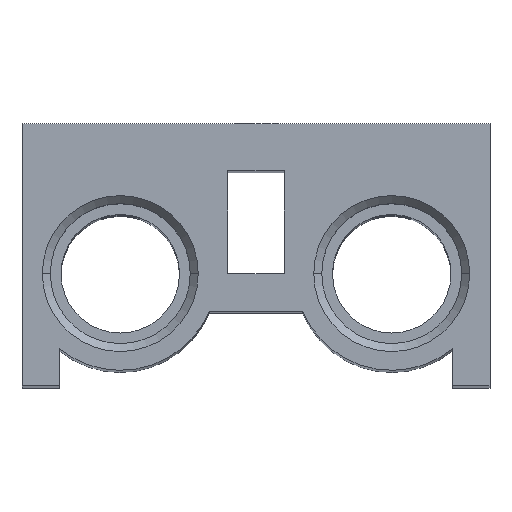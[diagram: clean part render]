
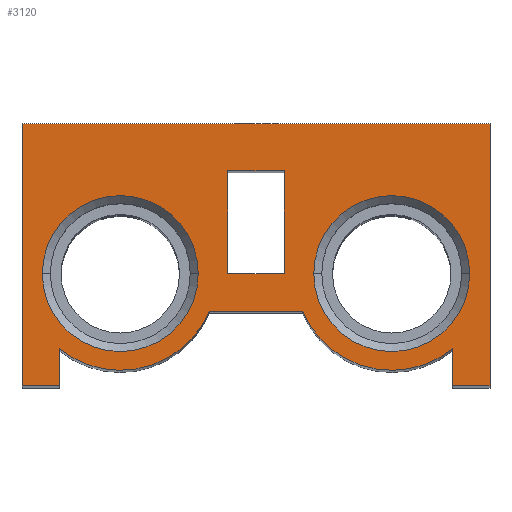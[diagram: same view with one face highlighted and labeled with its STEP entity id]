
A CAD part, top view. The second image highlights one B-rep face of the part: STEP entity #3120.
In plain terms, the highlighted planar face has unit normal (0, 0, 1).
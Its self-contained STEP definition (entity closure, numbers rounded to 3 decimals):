
#21 = DIRECTION ( 'NONE',  ( 1., 0., 0. ) ) ;
#23 = LINE ( 'NONE', #3744, #3691 ) ;
#32 = ORIENTED_EDGE ( 'NONE', *, *, #1917, .T. ) ;
#34 = EDGE_CURVE ( 'NONE', #3769, #3185, #426, .T. ) ;
#44 = CARTESIAN_POINT ( 'NONE',  ( -21., 0., 138. ) ) ;
#45 = EDGE_CURVE ( 'NONE', #213, #3132, #1112, .T. ) ;
#90 = VERTEX_POINT ( 'NONE', #1757 ) ;
#92 = ORIENTED_EDGE ( 'NONE', *, *, #3925, .F. ) ;
#113 = DIRECTION ( 'NONE',  ( -1., 0., 0. ) ) ;
#115 = FACE_OUTER_BOUND ( 'NONE', #954, .T. ) ;
#151 = VERTEX_POINT ( 'NONE', #2762 ) ;
#152 = ORIENTED_EDGE ( 'NONE', *, *, #2550, .F. ) ;
#156 = CIRCLE ( 'NONE', #2095, 8.331 ) ;
#164 = AXIS2_PLACEMENT_3D ( 'NONE', #1783, #2641, #1093 ) ;
#201 = EDGE_CURVE ( 'NONE', #1169, #2083, #264, .T. ) ;
#210 = VECTOR ( 'NONE', #1246, 1000. ) ;
#213 = VERTEX_POINT ( 'NONE', #3646 ) ;
#214 = EDGE_CURVE ( 'NONE', #2773, #151, #1202, .T. ) ;
#264 = LINE ( 'NONE', #1505, #3252 ) ;
#326 = DIRECTION ( 'NONE',  ( 1., 0., 0. ) ) ;
#335 = DIRECTION ( 'NONE',  ( 0., -1., 0. ) ) ;
#340 = EDGE_CURVE ( 'NONE', #2083, #588, #3822, .T. ) ;
#359 = CARTESIAN_POINT ( 'NONE',  ( 25., 0., 138. ) ) ;
#415 = EDGE_CURVE ( 'NONE', #1247, #1144, #3816, .T. ) ;
#425 = LINE ( 'NONE', #1309, #3882 ) ;
#426 = CIRCLE ( 'NONE', #164, 8.331 ) ;
#436 = CARTESIAN_POINT ( 'NONE',  ( -3., 23., 138. ) ) ;
#499 = CARTESIAN_POINT ( 'NONE',  ( -3., 12., 138. ) ) ;
#562 = LINE ( 'NONE', #1785, #1700 ) ;
#586 = CARTESIAN_POINT ( 'NONE',  ( -25., 28., 138. ) ) ;
#588 = VERTEX_POINT ( 'NONE', #2058 ) ;
#592 = DIRECTION ( 'NONE',  ( -1., 0., 0. ) ) ;
#648 = CARTESIAN_POINT ( 'NONE',  ( 21., 0., 138. ) ) ;
#697 = ORIENTED_EDGE ( 'NONE', *, *, #201, .T. ) ;
#699 = ORIENTED_EDGE ( 'NONE', *, *, #45, .F. ) ;
#747 = CARTESIAN_POINT ( 'NONE',  ( 14.5, 12., 138. ) ) ;
#788 = DIRECTION ( 'NONE',  ( -1., 0., 0. ) ) ;
#846 = CARTESIAN_POINT ( 'NONE',  ( 21., 3.97, 138. ) ) ;
#855 = ORIENTED_EDGE ( 'NONE', *, *, #2122, .T. ) ;
#873 = AXIS2_PLACEMENT_3D ( 'NONE', #1028, #1973, #3432 ) ;
#897 = ORIENTED_EDGE ( 'NONE', *, *, #3759, .T. ) ;
#948 = VECTOR ( 'NONE', #3263, 1000. ) ;
#954 = EDGE_LOOP ( 'NONE', ( #1963, #3811, #32, #3753, #697, #2638, #1771, #1606, #3155, #3339 ) ) ;
#973 = CARTESIAN_POINT ( 'NONE',  ( -14.5, 12., 138. ) ) ;
#974 = CARTESIAN_POINT ( 'NONE',  ( 3., 12., 138. ) ) ;
#992 = FACE_BOUND ( 'NONE', #3671, .T. ) ;
#1028 = CARTESIAN_POINT ( 'NONE',  ( -14.5, 12., 138. ) ) ;
#1088 = CARTESIAN_POINT ( 'NONE',  ( -14.5, 12., 138. ) ) ;
#1093 = DIRECTION ( 'NONE',  ( -1., 0., 0. ) ) ;
#1097 = ORIENTED_EDGE ( 'NONE', *, *, #34, .T. ) ;
#1112 = LINE ( 'NONE', #499, #948 ) ;
#1138 = AXIS2_PLACEMENT_3D ( 'NONE', #747, #2297, #21 ) ;
#1144 = VERTEX_POINT ( 'NONE', #3823 ) ;
#1169 = VERTEX_POINT ( 'NONE', #2692 ) ;
#1202 = CIRCLE ( 'NONE', #2168, 8.331 ) ;
#1229 = DIRECTION ( 'NONE',  ( 1., 0., 0. ) ) ;
#1246 = DIRECTION ( 'NONE',  ( 0., 1., 0. ) ) ;
#1247 = VERTEX_POINT ( 'NONE', #3907 ) ;
#1276 = DIRECTION ( 'NONE',  ( 0., 1., 0. ) ) ;
#1308 = VECTOR ( 'NONE', #2815, 1000. ) ;
#1309 = CARTESIAN_POINT ( 'NONE',  ( -25., 0., 138. ) ) ;
#1381 = VECTOR ( 'NONE', #3241, 1000. ) ;
#1415 = EDGE_CURVE ( 'NONE', #3314, #90, #2459, .T. ) ;
#1440 = AXIS2_PLACEMENT_3D ( 'NONE', #973, #2514, #1229 ) ;
#1486 = EDGE_CURVE ( 'NONE', #1144, #2351, #3698, .T. ) ;
#1505 = CARTESIAN_POINT ( 'NONE',  ( -4.975, 8., 138. ) ) ;
#1535 = CARTESIAN_POINT ( 'NONE',  ( 25., 28., 138. ) ) ;
#1606 = ORIENTED_EDGE ( 'NONE', *, *, #415, .T. ) ;
#1622 = VERTEX_POINT ( 'NONE', #436 ) ;
#1629 = AXIS2_PLACEMENT_3D ( 'NONE', #2011, #2616, #113 ) ;
#1650 = CARTESIAN_POINT ( 'NONE',  ( 4.975, 8., 138. ) ) ;
#1669 = DIRECTION ( 'NONE',  ( 0., 0., -1. ) ) ;
#1688 = CARTESIAN_POINT ( 'NONE',  ( -6.169, 12., 138. ) ) ;
#1700 = VECTOR ( 'NONE', #2064, 1000. ) ;
#1757 = CARTESIAN_POINT ( 'NONE',  ( -25., 0., 138. ) ) ;
#1771 = ORIENTED_EDGE ( 'NONE', *, *, #2194, .T. ) ;
#1783 = CARTESIAN_POINT ( 'NONE',  ( -14.5, 12., 138. ) ) ;
#1785 = CARTESIAN_POINT ( 'NONE',  ( 3., 23., 138. ) ) ;
#1786 = EDGE_LOOP ( 'NONE', ( #897, #1097 ) ) ;
#1821 = LINE ( 'NONE', #44, #3045 ) ;
#1893 = DIRECTION ( 'NONE',  ( 1., 0., 0. ) ) ;
#1917 = EDGE_CURVE ( 'NONE', #2613, #3184, #1821, .T. ) ;
#1953 = VECTOR ( 'NONE', #2350, 1000. ) ;
#1963 = ORIENTED_EDGE ( 'NONE', *, *, #1415, .T. ) ;
#1973 = DIRECTION ( 'NONE',  ( 0., 0., 1. ) ) ;
#2001 = EDGE_CURVE ( 'NONE', #2351, #3314, #3355, .T. ) ;
#2011 = CARTESIAN_POINT ( 'NONE',  ( 14.5, 12., 138. ) ) ;
#2013 = CARTESIAN_POINT ( 'NONE',  ( -21., 3.97, 138. ) ) ;
#2017 = EDGE_CURVE ( 'NONE', #3184, #1169, #2216, .T. ) ;
#2022 = CARTESIAN_POINT ( 'NONE',  ( -3., 23., 138. ) ) ;
#2058 = CARTESIAN_POINT ( 'NONE',  ( 21., 3.97, 138. ) ) ;
#2064 = DIRECTION ( 'NONE',  ( -1., 0., 0. ) ) ;
#2083 = VERTEX_POINT ( 'NONE', #1650 ) ;
#2095 = AXIS2_PLACEMENT_3D ( 'NONE', #1088, #1669, #788 ) ;
#2122 = EDGE_CURVE ( 'NONE', #151, #2773, #2341, .T. ) ;
#2127 = CARTESIAN_POINT ( 'NONE',  ( 14.5, 12., 138. ) ) ;
#2168 = AXIS2_PLACEMENT_3D ( 'NONE', #2127, #3342, #592 ) ;
#2193 = CARTESIAN_POINT ( 'NONE',  ( 6.169, 12., 138. ) ) ;
#2194 = EDGE_CURVE ( 'NONE', #588, #1247, #3952, .T. ) ;
#2216 = CIRCLE ( 'NONE', #1440, 10.331 ) ;
#2243 = EDGE_CURVE ( 'NONE', #2477, #1622, #562, .T. ) ;
#2257 = CARTESIAN_POINT ( 'NONE',  ( -25., 28., 138. ) ) ;
#2297 = DIRECTION ( 'NONE',  ( 0., 0., 1. ) ) ;
#2332 = VECTOR ( 'NONE', #335, 1000. ) ;
#2341 = CIRCLE ( 'NONE', #1629, 8.331 ) ;
#2350 = DIRECTION ( 'NONE',  ( 0., -1., 0. ) ) ;
#2351 = VERTEX_POINT ( 'NONE', #1535 ) ;
#2438 = CARTESIAN_POINT ( 'NONE',  ( -21., 0., 138. ) ) ;
#2459 = LINE ( 'NONE', #586, #2332 ) ;
#2477 = VERTEX_POINT ( 'NONE', #3534 ) ;
#2499 = FACE_BOUND ( 'NONE', #1786, .T. ) ;
#2513 = EDGE_LOOP ( 'NONE', ( #152, #3462, #92, #699 ) ) ;
#2514 = DIRECTION ( 'NONE',  ( 0., 0., 1. ) ) ;
#2550 = EDGE_CURVE ( 'NONE', #1622, #213, #3262, .T. ) ;
#2613 = VERTEX_POINT ( 'NONE', #2438 ) ;
#2616 = DIRECTION ( 'NONE',  ( 0., 0., -1. ) ) ;
#2638 = ORIENTED_EDGE ( 'NONE', *, *, #340, .T. ) ;
#2641 = DIRECTION ( 'NONE',  ( 0., 0., -1. ) ) ;
#2692 = CARTESIAN_POINT ( 'NONE',  ( -4.975, 8., 138. ) ) ;
#2762 = CARTESIAN_POINT ( 'NONE',  ( 22.831, 12., 138. ) ) ;
#2773 = VERTEX_POINT ( 'NONE', #2193 ) ;
#2815 = DIRECTION ( 'NONE',  ( -1., 0., 0. ) ) ;
#2872 = FACE_BOUND ( 'NONE', #2513, .T. ) ;
#3045 = VECTOR ( 'NONE', #1276, 1000. ) ;
#3073 = EDGE_CURVE ( 'NONE', #90, #2613, #425, .T. ) ;
#3120 = ADVANCED_FACE ( 'NONE', ( #2499, #2872, #992, #115 ), #3719, .T. ) ;
#3132 = VERTEX_POINT ( 'NONE', #974 ) ;
#3155 = ORIENTED_EDGE ( 'NONE', *, *, #1486, .T. ) ;
#3184 = VERTEX_POINT ( 'NONE', #2013 ) ;
#3185 = VERTEX_POINT ( 'NONE', #1688 ) ;
#3241 = DIRECTION ( 'NONE',  ( 0., -1., 0. ) ) ;
#3252 = VECTOR ( 'NONE', #3949, 1000. ) ;
#3262 = LINE ( 'NONE', #2022, #1381 ) ;
#3263 = DIRECTION ( 'NONE',  ( 1., 0., 0. ) ) ;
#3314 = VERTEX_POINT ( 'NONE', #2257 ) ;
#3318 = ORIENTED_EDGE ( 'NONE', *, *, #214, .T. ) ;
#3339 = ORIENTED_EDGE ( 'NONE', *, *, #2001, .T. ) ;
#3342 = DIRECTION ( 'NONE',  ( 0., 0., -1. ) ) ;
#3355 = LINE ( 'NONE', #3431, #1308 ) ;
#3382 = VECTOR ( 'NONE', #326, 1000. ) ;
#3431 = CARTESIAN_POINT ( 'NONE',  ( 25., 28., 138. ) ) ;
#3432 = DIRECTION ( 'NONE',  ( 1., 0., 0. ) ) ;
#3462 = ORIENTED_EDGE ( 'NONE', *, *, #2243, .F. ) ;
#3534 = CARTESIAN_POINT ( 'NONE',  ( 3., 23., 138. ) ) ;
#3646 = CARTESIAN_POINT ( 'NONE',  ( -3., 12., 138. ) ) ;
#3671 = EDGE_LOOP ( 'NONE', ( #855, #3318 ) ) ;
#3691 = VECTOR ( 'NONE', #3969, 1000. ) ;
#3698 = LINE ( 'NONE', #359, #210 ) ;
#3719 = PLANE ( 'NONE',  #873 ) ;
#3744 = CARTESIAN_POINT ( 'NONE',  ( 3., 12., 138. ) ) ;
#3753 = ORIENTED_EDGE ( 'NONE', *, *, #2017, .T. ) ;
#3759 = EDGE_CURVE ( 'NONE', #3185, #3769, #156, .T. ) ;
#3769 = VERTEX_POINT ( 'NONE', #3833 ) ;
#3811 = ORIENTED_EDGE ( 'NONE', *, *, #3073, .T. ) ;
#3816 = LINE ( 'NONE', #648, #3382 ) ;
#3822 = CIRCLE ( 'NONE', #1138, 10.331 ) ;
#3823 = CARTESIAN_POINT ( 'NONE',  ( 25., 0., 138. ) ) ;
#3833 = CARTESIAN_POINT ( 'NONE',  ( -22.831, 12., 138. ) ) ;
#3882 = VECTOR ( 'NONE', #1893, 1000. ) ;
#3907 = CARTESIAN_POINT ( 'NONE',  ( 21., 0., 138. ) ) ;
#3925 = EDGE_CURVE ( 'NONE', #3132, #2477, #23, .T. ) ;
#3949 = DIRECTION ( 'NONE',  ( 1., 0., 0. ) ) ;
#3952 = LINE ( 'NONE', #846, #1953 ) ;
#3969 = DIRECTION ( 'NONE',  ( 0., 1., 0. ) ) ;
